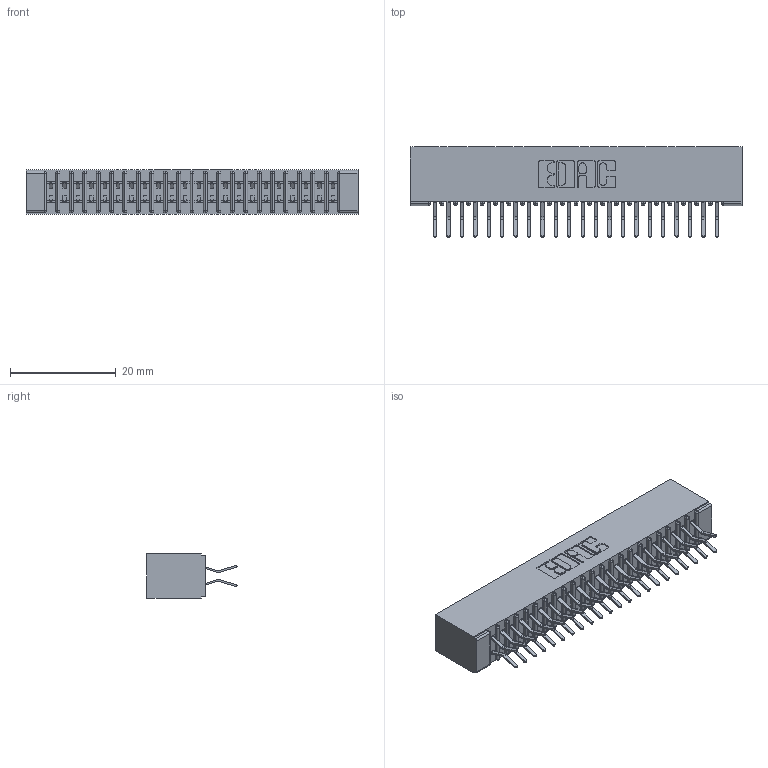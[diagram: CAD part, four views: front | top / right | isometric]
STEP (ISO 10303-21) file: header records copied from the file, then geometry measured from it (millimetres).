
FILE_DESCRIPTION (( 'STEP AP203' ), '1' );
FILE_NAME ('391-044-556-201.STEP', '2018-08-09T02:42:34', ( '' ), ( '' ), 'SwSTEP 2.0', 'SolidWorks 2016', '' );
FILE_SCHEMA (( 'CONFIG_CONTROL_DESIGN' ));
Length unit declared in the file: inch
Products named in the file (3): 391-044-556-201; 341 Part_No Mounting Lugs; 341-292-001_341-292-156
Assembly tree (45 placements, depth 2):
  391-044-556-201
    341 Part_No Mounting Lugs
    341-292-001_341-292-156  x44
Bounding box: 62.87 x 17.07 x 8.38 mm (x, y, z)
Volume: 3721.8 mm3; surface area: 8528.6 mm2
Topology: 45 solids, 45 shells, 3188 faces, 9246 edges, 5998 vertices
Faces by surface type: plane 1824, cylinder 1276, sphere 46, torus 42
Entity records: 29151 total; most frequent: CARTESIAN_POINT 4846, ORIENTED_EDGE 4812, DIRECTION 4720, EDGE_CURVE 2406, VECTOR 1920, LINE 1920, VERTEX_POINT 1526, AXIS2_PLACEMENT_3D 1400
